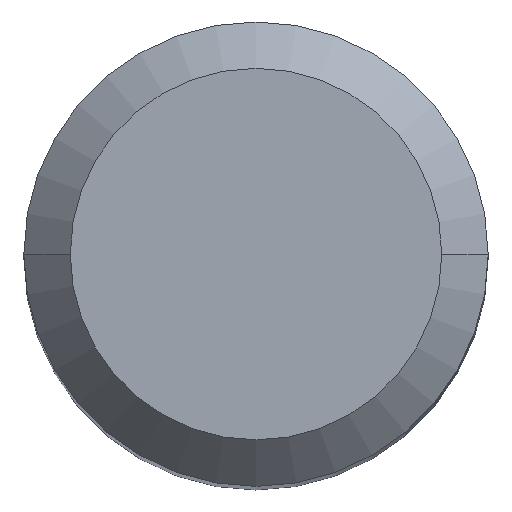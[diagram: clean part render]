
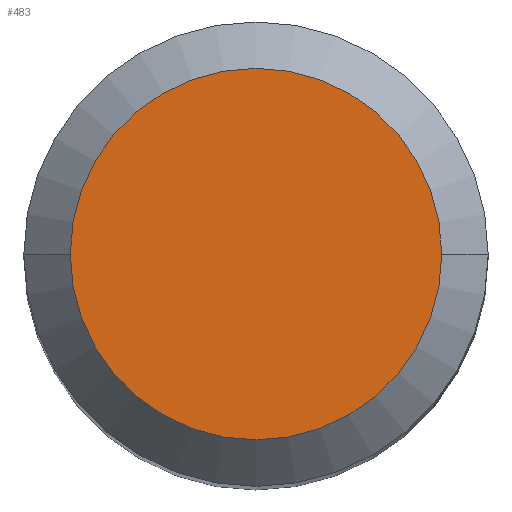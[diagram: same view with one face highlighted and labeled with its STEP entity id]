
A CAD part, top view. The second image highlights one B-rep face of the part: STEP entity #483.
In plain terms, the highlighted planar face has unit normal (0, 0, 1).
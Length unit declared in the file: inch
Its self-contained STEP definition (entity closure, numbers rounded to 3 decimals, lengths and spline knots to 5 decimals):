
#34 = CIRCLE ( 'NONE', #81, 0.126 ) ;
#71 = PLANE ( 'NONE',  #195 ) ;
#79 = DIRECTION ( 'NONE',  ( 0., 0., 1. ) ) ;
#80 = CARTESIAN_POINT ( 'NONE',  ( 0., 0., 0. ) ) ;
#81 = AXIS2_PLACEMENT_3D ( 'NONE', #486, #85, #263 ) ;
#85 = DIRECTION ( 'NONE',  ( 0., 0., 1. ) ) ;
#112 = EDGE_CURVE ( 'NONE', #311, #201, #218, .T. ) ;
#195 = AXIS2_PLACEMENT_3D ( 'NONE', #434, #208, #316 ) ;
#201 = VERTEX_POINT ( 'NONE', #257 ) ;
#208 = DIRECTION ( 'NONE',  ( 0., 0., -1. ) ) ;
#218 = CIRCLE ( 'NONE', #382, 0.126 ) ;
#219 = DIRECTION ( 'NONE',  ( 1., 0., 0. ) ) ;
#236 = FACE_OUTER_BOUND ( 'NONE', #357, .T. ) ;
#257 = CARTESIAN_POINT ( 'NONE',  ( -0.126, 0., 0. ) ) ;
#263 = DIRECTION ( 'NONE',  ( 1., 0., 0. ) ) ;
#277 = ORIENTED_EDGE ( 'NONE', *, *, #292, .T. ) ;
#292 = EDGE_CURVE ( 'NONE', #201, #311, #34, .T. ) ;
#311 = VERTEX_POINT ( 'NONE', #466 ) ;
#316 = DIRECTION ( 'NONE',  ( -1., 0., 0. ) ) ;
#357 = EDGE_LOOP ( 'NONE', ( #277, #392 ) ) ;
#382 = AXIS2_PLACEMENT_3D ( 'NONE', #80, #79, #219 ) ;
#392 = ORIENTED_EDGE ( 'NONE', *, *, #112, .T. ) ;
#434 = CARTESIAN_POINT ( 'NONE',  ( 0., 0., 0. ) ) ;
#466 = CARTESIAN_POINT ( 'NONE',  ( 0.126, 0., 0. ) ) ;
#483 = ADVANCED_FACE ( 'NONE', ( #236 ), #71, .F. ) ;
#486 = CARTESIAN_POINT ( 'NONE',  ( 0., 0., 0. ) ) ;
